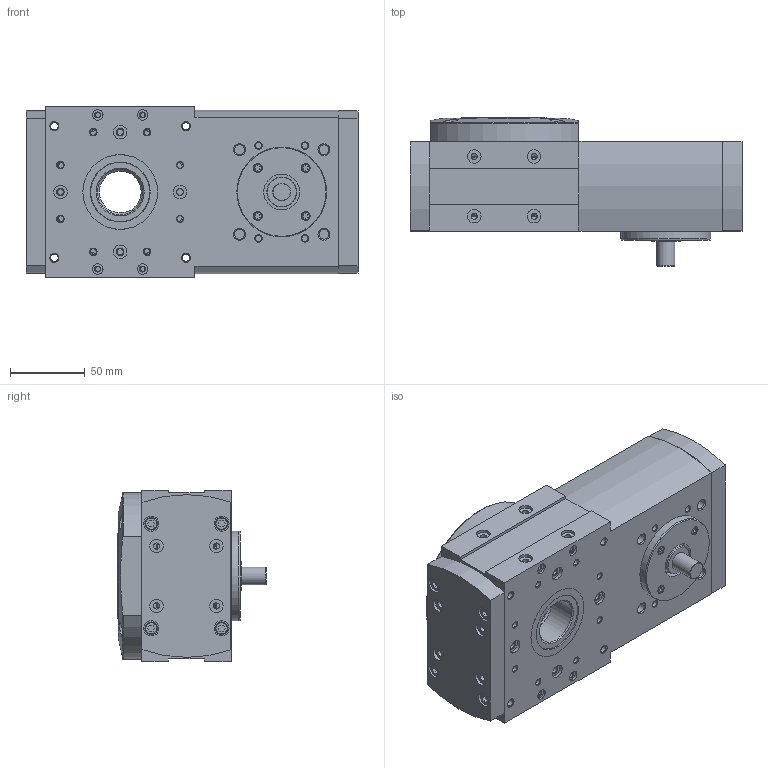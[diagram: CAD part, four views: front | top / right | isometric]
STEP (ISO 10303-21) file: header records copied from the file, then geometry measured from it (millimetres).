
FILE_DESCRIPTION(/* description */ ('STEP AP214'),/* implementation_level */ '2;1');
FILE_NAME(/* name */ '552708_ERMB-32',/* time_stamp */ '2024-08-28T05:23:33+02:00',/* author */ ('License CC BY-ND 4.0'),/* organization */ ('CADENAS'),/* preprocessor_version */ 'ST-DEVELOPER v19.3',/* originating_system */ 'PARTsolutions',/* authorisation */ ' ');
FILE_SCHEMA (('AUTOMOTIVE_DESIGN {1 0 10303 214 3 1 1}'));
Length unit declared in the file: millimetre
Products named in the file (5): 552708 ERMB-32; 552708ERMB-32---(B); 552708ERMB-32---(R); 552708ERMB-32---(Z); 552708ERMB-32---(W)
Assembly tree (4 placements, depth 2):
  552708 ERMB-32
    552708ERMB-32---(B)
    552708ERMB-32---(R)
    552708ERMB-32---(Z)
    552708ERMB-32---(W)
Bounding box: 222 x 99.55 x 115 mm (x, y, z)
Volume: 982468.9 mm3; surface area: 222735.3 mm2
Topology: 4 solids, 4 shells, 532 faces, 1237 edges, 797 vertices
Faces by surface type: plane 246, cylinder 194, cone 74, torus 17, sphere 1
Full cylindrical faces by diameter (mm): 2.459 x1, 3.242 x4, 4 x1, 4.134 x38, 4.3 x4, 4.917 x8, 5 x1, 5.5 x8, 6 x4, 6.2 x4, 6.647 x4, 6.917 x1, 7 x4, 8 x4, 8.5 x8, 9 x26, 10 x16, 12 x1, 20 x2, 24 x1, 25 x2, 28 x1, 29.1 x1, 30.376 x1, 37 x1, 40 x2, 43 x1, 44 x1, 45 x1, 49.98 x1
Entity records: 13938 total; most frequent: DIRECTION 2438, CARTESIAN_POINT 2408, ORIENTED_EDGE 1864, AXIS2_PLACEMENT_3D 1006, FACE_BOUND 995, EDGE_LOOP 990, EDGE_CURVE 932, VERTEX_POINT 751
